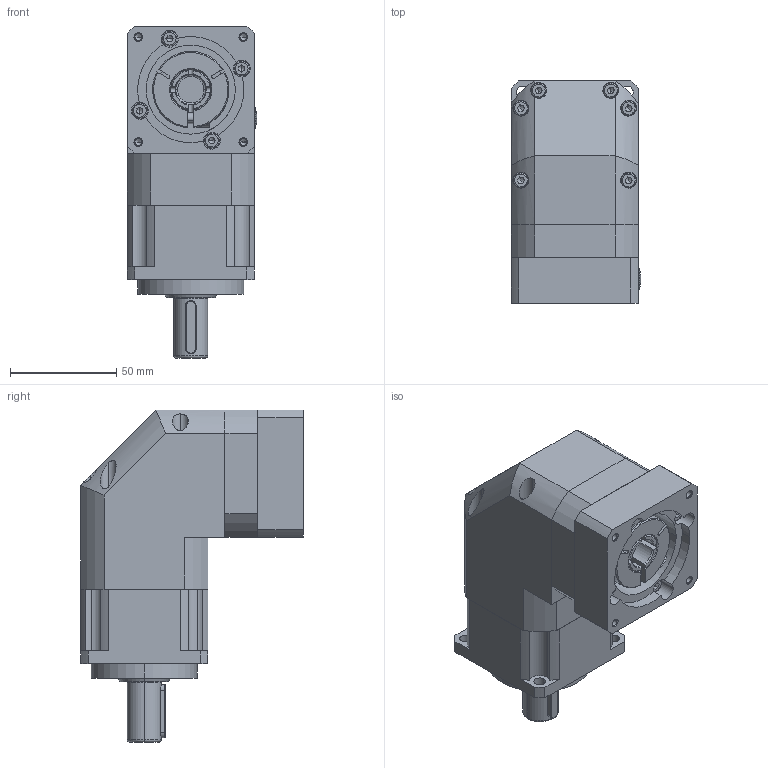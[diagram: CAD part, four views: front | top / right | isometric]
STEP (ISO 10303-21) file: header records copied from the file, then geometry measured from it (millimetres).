
FILE_DESCRIPTION (( 'STEP AP203' ), '1' );
FILE_NAME ('PHFZ060单段外观(入力14-50-70-M4).STEP', '2018-06-01T08:35:12', ( 'Sky123.Org' ), ( 'Sky123.Org' ), 'SwSTEP 2.0', 'SolidWorks 2012', '' );
FILE_SCHEMA (( 'CONFIG_CONTROL_DESIGN' ));
Length unit declared in the file: millimetre
Products named in the file (1): PHFZ060单段外观(入力14-50-70-M4)
Bounding box: 61.16 x 105 x 156.5 mm (x, y, z)
Volume: 489976.3 mm3; surface area: 95799.8 mm2
Topology: 22 solids, 23 shells, 690 faces, 1670 edges, 1027 vertices
Faces by surface type: plane 288, cylinder 224, cone 118, torus 50, bspline 8, sphere 2
Entity records: 20947 total; most frequent: CARTESIAN_POINT 4550, DIRECTION 3613, ORIENTED_EDGE 3256, EDGE_CURVE 1628, AXIS2_PLACEMENT_3D 1411, VERTEX_POINT 1027, LINE 791, VECTOR 791
